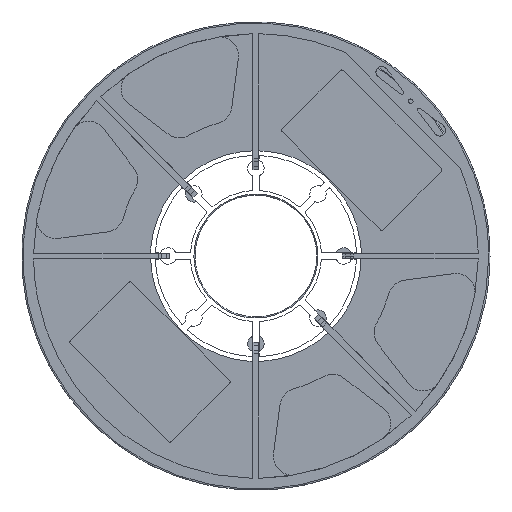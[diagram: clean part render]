
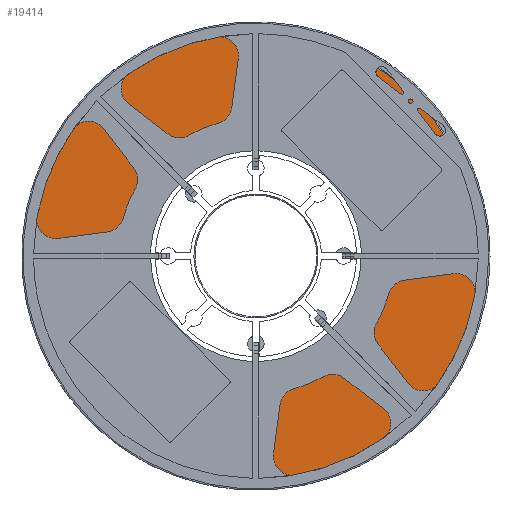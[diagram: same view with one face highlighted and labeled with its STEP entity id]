
A CAD part, front view. The second image highlights one B-rep face of the part: STEP entity #19414.
In plain terms, the highlighted free-form (B-spline) face has degree [1, 1] with [2, 2] control points.
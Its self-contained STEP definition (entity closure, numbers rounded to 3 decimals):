
#19318 = CARTESIAN_POINT ('', (0., 3., 95.737));
#19319 = VERTEX_POINT ('', #19318);
#19328 = CARTESIAN_POINT ('', (0., 3., 95.737));
#19329 = CARTESIAN_POINT ('', (95.737, 3., 95.737));
#19330 = CARTESIAN_POINT ('', (95.737, 3., 0.));
#19331 = CARTESIAN_POINT ('', (95.737, 3., -95.737));
#19332 = CARTESIAN_POINT ('', (0., 3., -95.737));
#19333 = CARTESIAN_POINT ('', (-95.737, 3., -95.737));
#19334 = CARTESIAN_POINT ('', (-95.737, 3., 0.));
#19335 = CARTESIAN_POINT ('', (-95.737, 3., 95.737));
#19336 = CARTESIAN_POINT ('', (0., 3., 95.737));
#19337 = (
   BOUNDED_CURVE ()
   B_SPLINE_CURVE (2, (#19328, #19329, #19330, #19331, #19332, #19333, #19334, #19335, #19336), .UNSPECIFIED., .T., .U.)
   B_SPLINE_CURVE_WITH_KNOTS ((3, 2, 2, 2, 3), (0., 0.25, 0.5, 0.75, 1.), .UNSPECIFIED.)
   CURVE ()
   GEOMETRIC_REPRESENTATION_ITEM ()
   RATIONAL_B_SPLINE_CURVE ((0.854, 0.604, 0.854, 0.604, 0.854, 0.604, 0.854, 0.604, 0.854))
   REPRESENTATION_ITEM ('')
);
#19338 = EDGE_CURVE ('', #19319, #19319, #19337, .T.);
#19390 = ORIENTED_EDGE ('', *, *, #19338, .F.);
#19391 = EDGE_LOOP ('', (#19390));
#19392 = FACE_OUTER_BOUND ('', #19391, .T.);
#19393 = CARTESIAN_POINT ('', (45., 3., 0.));
#19394 = VERTEX_POINT ('', #19393);
#19395 = CARTESIAN_POINT ('', (45., 3., 0.));
#19396 = CARTESIAN_POINT ('', (45., 3., -45.));
#19397 = CARTESIAN_POINT ('', (0., 3., -45.));
#19398 = CARTESIAN_POINT ('', (-45., 3., -45.));
#19399 = CARTESIAN_POINT ('', (-45., 3., 0.));
#19400 = CARTESIAN_POINT ('', (-45., 3., 45.));
#19401 = CARTESIAN_POINT ('', (0., 3., 45.));
#19402 = CARTESIAN_POINT ('', (45., 3., 45.));
#19403 = CARTESIAN_POINT ('', (45., 3., 0.));
#19404 = (
   BOUNDED_CURVE ()
   B_SPLINE_CURVE (2, (#19395, #19396, #19397, #19398, #19399, #19400, #19401, #19402, #19403), .UNSPECIFIED., .T., .U.)
   B_SPLINE_CURVE_WITH_KNOTS ((3, 2, 2, 2, 3), (0., 0.25, 0.5, 0.75, 1.), .UNSPECIFIED.)
   CURVE ()
   GEOMETRIC_REPRESENTATION_ITEM ()
   RATIONAL_B_SPLINE_CURVE ((1., 0.707, 1., 0.707, 1., 0.707, 1., 0.707, 1.))
   REPRESENTATION_ITEM ('')
);
#19405 = EDGE_CURVE ('', #19394, #19394, #19404, .T.);
#19406 = ORIENTED_EDGE ('', *, *, #19405, .T.);
#19407 = EDGE_LOOP ('', (#19406));
#19408 = FACE_BOUND ('', #19407, .T.);
#19409 = CARTESIAN_POINT ('', (-97.652, 3., -97.652));
#19410 = CARTESIAN_POINT ('', (-97.652, 3., 97.652));
#19411 = CARTESIAN_POINT ('', (97.652, 3., -97.652));
#19412 = CARTESIAN_POINT ('', (97.652, 3., 97.652));
#19413 = B_SPLINE_SURFACE_WITH_KNOTS ('', 1, 1, ((#19409, #19410), (#19411, #19412)), .UNSPECIFIED., .F., .F., .U., (2, 2), (2, 2), (0.307, 0.651), (0.334, 0.678), .UNSPECIFIED.);
#19414 = ADVANCED_FACE ('', (#19392, #19408), #19413, .T.);
